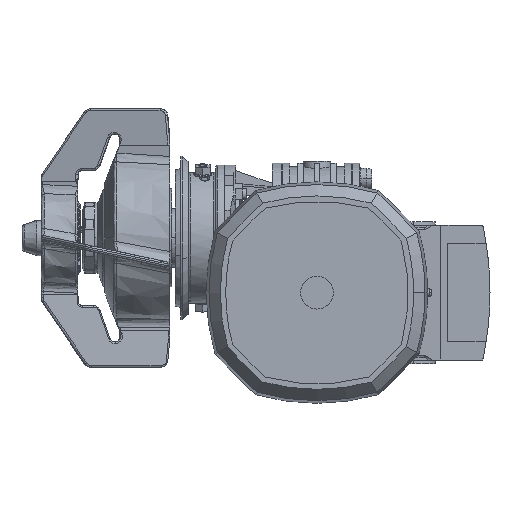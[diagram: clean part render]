
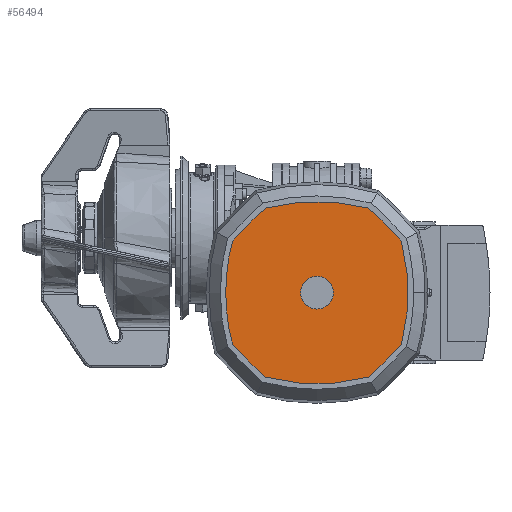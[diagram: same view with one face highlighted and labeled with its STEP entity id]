
A CAD part, left-side view. The second image highlights one B-rep face of the part: STEP entity #56494.
In plain terms, the highlighted planar face has unit normal (-1, 0, 0).
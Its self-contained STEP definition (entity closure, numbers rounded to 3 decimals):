
#9229 = CIRCLE ( 'NONE', #9244, 9. ) ;
#9244 = AXIS2_PLACEMENT_3D ( 'NONE', #9248, #9302, #9301 ) ;
#9245 = CARTESIAN_POINT ( 'NONE',  ( -234., -79.6, -30. ) ) ;
#9248 = CARTESIAN_POINT ( 'NONE',  ( -234., -70.6, -30. ) ) ;
#9300 = CARTESIAN_POINT ( 'NONE',  ( -234., -61.6, -30. ) ) ;
#9301 = DIRECTION ( 'NONE',  ( 0., 1., 0. ) ) ;
#9302 = DIRECTION ( 'NONE',  ( 1., 0., 0. ) ) ;
#9914 = CIRCLE ( 'NONE', #9924, 110.084 ) ;
#9917 = CARTESIAN_POINT ( 'NONE',  ( -234., -24.22, -58.315 ) ) ;
#9918 = DIRECTION ( 'NONE',  ( 0., 1., 0. ) ) ;
#9919 = DIRECTION ( 'NONE',  ( -1., 0., 0. ) ) ;
#9921 = CARTESIAN_POINT ( 'NONE',  ( -234., -130.6, -30. ) ) ;
#9924 = AXIS2_PLACEMENT_3D ( 'NONE', #9921, #9919, #9918 ) ;
#9925 = CARTESIAN_POINT ( 'NONE',  ( -234., -20.516, -30. ) ) ;
#10191 = AXIS2_PLACEMENT_3D ( 'NONE', #10385, #10591, #10710 ) ;
#10385 = CARTESIAN_POINT ( 'NONE',  ( -234., -136.688, 66.088 ) ) ;
#10591 = DIRECTION ( 'NONE',  ( -1., 0., 0. ) ) ;
#10628 = PLANE ( 'NONE',  #10191 ) ;
#10666 = FACE_BOUND ( 'NONE', #56790, .T. ) ;
#10667 = FACE_OUTER_BOUND ( 'NONE', #56495, .T. ) ;
#10710 = DIRECTION ( 'NONE',  ( 0., 1., 0. ) ) ;
#10727 = CARTESIAN_POINT ( 'NONE',  ( -234., -202.777, -162.177 ) ) ;
#10729 = CIRCLE ( 'NONE', #10754, 240.084 ) ;
#10751 = DIRECTION ( 'NONE',  ( 0., 1., 0. ) ) ;
#10753 = DIRECTION ( 'NONE',  ( -1., 0., 0. ) ) ;
#10754 = AXIS2_PLACEMENT_3D ( 'NONE', #10727, #10753, #10751 ) ;
#10755 = CARTESIAN_POINT ( 'NONE',  ( -234., -24.22, -1.685 ) ) ;
#10756 = CARTESIAN_POINT ( 'NONE',  ( -234., -42.285, 16.38 ) ) ;
#11224 = CIRCLE ( 'NONE', #11288, 240.084 ) ;
#11252 = DIRECTION ( 'NONE',  ( 0., 1., 0. ) ) ;
#11253 = DIRECTION ( 'NONE',  ( -1., 0., 0. ) ) ;
#11254 = CARTESIAN_POINT ( 'NONE',  ( -234., -130.6, -30. ) ) ;
#11255 = AXIS2_PLACEMENT_3D ( 'NONE', #11254, #11253, #11252 ) ;
#11288 = AXIS2_PLACEMENT_3D ( 'NONE', #11305, #11304, #11303 ) ;
#11302 = CIRCLE ( 'NONE', #11255, 110.084 ) ;
#11303 = DIRECTION ( 'NONE',  ( 0., 1., 0. ) ) ;
#11304 = DIRECTION ( 'NONE',  ( -1., 0., 0. ) ) ;
#11305 = CARTESIAN_POINT ( 'NONE',  ( -234., -202.777, 102.177 ) ) ;
#11421 = CARTESIAN_POINT ( 'NONE',  ( -234., -42.285, -76.38 ) ) ;
#11549 = CARTESIAN_POINT ( 'NONE',  ( -234., -98.915, -76.38 ) ) ;
#11578 = DIRECTION ( 'NONE',  ( 0., 1., 0. ) ) ;
#11579 = DIRECTION ( 'NONE',  ( -1., 0., 0. ) ) ;
#11580 = CARTESIAN_POINT ( 'NONE',  ( -234., 61.577, 102.177 ) ) ;
#11581 = AXIS2_PLACEMENT_3D ( 'NONE', #11580, #11579, #11578 ) ;
#11614 = CIRCLE ( 'NONE', #11581, 240.084 ) ;
#11629 = DIRECTION ( 'NONE',  ( 0., 1., 0. ) ) ;
#11630 = DIRECTION ( 'NONE',  ( -1., 0., 0. ) ) ;
#11631 = CARTESIAN_POINT ( 'NONE',  ( -234., -70.6, 30. ) ) ;
#11633 = AXIS2_PLACEMENT_3D ( 'NONE', #11631, #11630, #11629 ) ;
#11653 = CIRCLE ( 'NONE', #11633, 110.084 ) ;
#11661 = CARTESIAN_POINT ( 'NONE',  ( -234., -116.98, -58.315 ) ) ;
#11704 = DIRECTION ( 'NONE',  ( -1., 0., 0. ) ) ;
#11705 = CARTESIAN_POINT ( 'NONE',  ( -234., -70.6, -90. ) ) ;
#11706 = AXIS2_PLACEMENT_3D ( 'NONE', #11705, #11704, #11733 ) ;
#11716 = CIRCLE ( 'NONE', #11706, 110.084 ) ;
#11733 = DIRECTION ( 'NONE',  ( 0., 1., 0. ) ) ;
#11734 = AXIS2_PLACEMENT_3D ( 'NONE', #11740, #11739, #11738 ) ;
#11735 = CIRCLE ( 'NONE', #11734, 240.084 ) ;
#11736 = CARTESIAN_POINT ( 'NONE',  ( -234., -98.915, 16.38 ) ) ;
#11738 = DIRECTION ( 'NONE',  ( 0., 1., 0. ) ) ;
#11739 = DIRECTION ( 'NONE',  ( -1., 0., 0. ) ) ;
#11740 = CARTESIAN_POINT ( 'NONE',  ( -234., 61.577, -162.177 ) ) ;
#11771 = DIRECTION ( 'NONE',  ( 0., 1., 0. ) ) ;
#11772 = DIRECTION ( 'NONE',  ( 1., 0., 0. ) ) ;
#11773 = CARTESIAN_POINT ( 'NONE',  ( -234., -70.6, -30. ) ) ;
#11774 = AXIS2_PLACEMENT_3D ( 'NONE', #11773, #11772, #11771 ) ;
#11775 = CIRCLE ( 'NONE', #11774, 9. ) ;
#11814 = DIRECTION ( 'NONE',  ( 0., 1., 0. ) ) ;
#11815 = DIRECTION ( 'NONE',  ( -1., 0., 0. ) ) ;
#11816 = CARTESIAN_POINT ( 'NONE',  ( -234., -10.6, -30. ) ) ;
#11817 = AXIS2_PLACEMENT_3D ( 'NONE', #11816, #11815, #11814 ) ;
#11818 = CARTESIAN_POINT ( 'NONE',  ( -234., -116.98, -1.685 ) ) ;
#11825 = CIRCLE ( 'NONE', #11817, 110.084 ) ;
#56283 = EDGE_CURVE ( 'NONE', #56284, #56285, #9229, .T. ) ;
#56284 = VERTEX_POINT ( 'NONE', #9245 ) ;
#56285 = VERTEX_POINT ( 'NONE', #9300 ) ;
#56376 = EDGE_CURVE ( 'NONE', #56377, #56378, #9914, .T. ) ;
#56377 = VERTEX_POINT ( 'NONE', #9925 ) ;
#56378 = VERTEX_POINT ( 'NONE', #9917 ) ;
#56494 = ADVANCED_FACE ( 'NONE', ( #10667, #10666 ), #10628, .T. ) ;
#56495 = EDGE_LOOP ( 'NONE', ( #56496, #56619, #56791, #56722, #56713, #56719, #56787, #56753, #56767 ) ) ;
#56496 = ORIENTED_EDGE ( 'NONE', *, *, #56497, .T. ) ;
#56497 = EDGE_CURVE ( 'NONE', #56498, #56499, #10729, .T. ) ;
#56498 = VERTEX_POINT ( 'NONE', #10756 ) ;
#56499 = VERTEX_POINT ( 'NONE', #10755 ) ;
#56618 = EDGE_CURVE ( 'NONE', #56378, #56650, #11224, .T. ) ;
#56619 = ORIENTED_EDGE ( 'NONE', *, *, #56620, .T. ) ;
#56620 = EDGE_CURVE ( 'NONE', #56499, #56377, #11302, .T. ) ;
#56650 = VERTEX_POINT ( 'NONE', #11421 ) ;
#56712 = VERTEX_POINT ( 'NONE', #11661 ) ;
#56713 = ORIENTED_EDGE ( 'NONE', *, *, #56714, .T. ) ;
#56714 = EDGE_CURVE ( 'NONE', #56650, #56724, #11653, .T. ) ;
#56719 = ORIENTED_EDGE ( 'NONE', *, *, #56720, .T. ) ;
#56720 = EDGE_CURVE ( 'NONE', #56724, #56712, #11614, .T. ) ;
#56722 = ORIENTED_EDGE ( 'NONE', *, *, #56618, .T. ) ;
#56724 = VERTEX_POINT ( 'NONE', #11549 ) ;
#56753 = ORIENTED_EDGE ( 'NONE', *, *, #56754, .T. ) ;
#56754 = EDGE_CURVE ( 'NONE', #56789, #56755, #11735, .T. ) ;
#56755 = VERTEX_POINT ( 'NONE', #11736 ) ;
#56762 = ORIENTED_EDGE ( 'NONE', *, *, #56283, .T. ) ;
#56767 = ORIENTED_EDGE ( 'NONE', *, *, #56768, .T. ) ;
#56768 = EDGE_CURVE ( 'NONE', #56755, #56498, #11716, .T. ) ;
#56787 = ORIENTED_EDGE ( 'NONE', *, *, #56788, .T. ) ;
#56788 = EDGE_CURVE ( 'NONE', #56712, #56789, #11825, .T. ) ;
#56789 = VERTEX_POINT ( 'NONE', #11818 ) ;
#56790 = EDGE_LOOP ( 'NONE', ( #56807, #56762 ) ) ;
#56791 = ORIENTED_EDGE ( 'NONE', *, *, #56376, .T. ) ;
#56807 = ORIENTED_EDGE ( 'NONE', *, *, #56808, .T. ) ;
#56808 = EDGE_CURVE ( 'NONE', #56285, #56284, #11775, .T. ) ;
